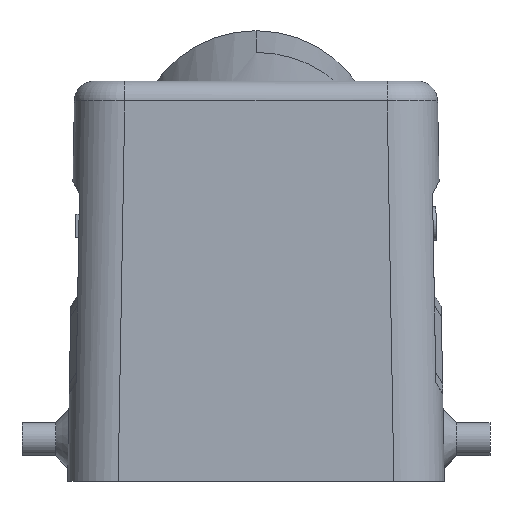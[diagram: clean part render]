
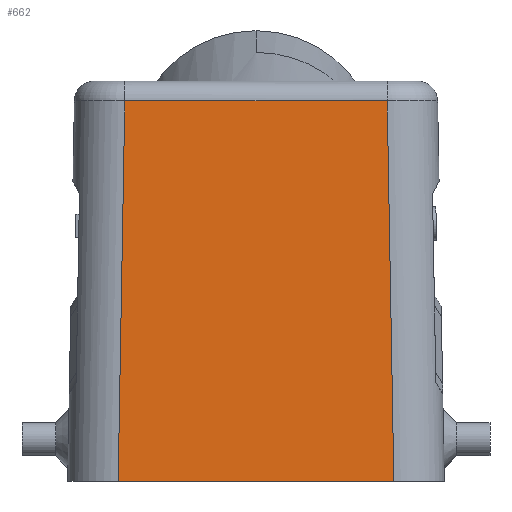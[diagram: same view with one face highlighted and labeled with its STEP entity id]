
A CAD part, left-side view. The second image highlights one B-rep face of the part: STEP entity #662.
In plain terms, the highlighted planar face has unit normal (-1, 0, 0.018).
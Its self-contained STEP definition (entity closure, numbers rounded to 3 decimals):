
#367=FACE_OUTER_BOUND('',#1375,.T.);
#662=ADVANCED_FACE('',(#367),#885,.T.);
#885=PLANE('',#5951);
#1375=EDGE_LOOP('',(#3721,#3722,#3723,#3724));
#1909=LINE('',#9227,#2445);
#1911=LINE('',#9241,#2447);
#1912=LINE('',#9243,#2448);
#1913=LINE('',#9245,#2449);
#2445=VECTOR('',#7177,1.);
#2447=VECTOR('',#7181,1.);
#2448=VECTOR('',#7182,1.);
#2449=VECTOR('',#7183,1.);
#3721=ORIENTED_EDGE('',*,*,#5310,.T.);
#3722=ORIENTED_EDGE('',*,*,#5306,.T.);
#3723=ORIENTED_EDGE('',*,*,#5311,.F.);
#3724=ORIENTED_EDGE('',*,*,#5312,.T.);
#4568=VERTEX_POINT('',#9226);
#4569=VERTEX_POINT('',#9228);
#4572=VERTEX_POINT('',#9242);
#4573=VERTEX_POINT('',#9244);
#5306=EDGE_CURVE('',#4569,#4568,#1909,.T.);
#5310=EDGE_CURVE('',#4572,#4569,#1911,.T.);
#5311=EDGE_CURVE('',#4573,#4568,#1912,.T.);
#5312=EDGE_CURVE('',#4573,#4572,#1913,.T.);
#5951=AXIS2_PLACEMENT_3D('',#9246,#7184,#7185);
#7177=DIRECTION('',(0.017,0.017,1.));
#7181=DIRECTION('',(0.,-1.,0.));
#7182=DIRECTION('',(0.,-1.,0.));
#7183=DIRECTION('',(-0.017,0.017,-1.));
#7184=DIRECTION('',(-1.,0.,0.017));
#7185=DIRECTION('',(0.,-1.,0.));
#9226=CARTESIAN_POINT('',(-40.013,-19.514,-2.948));
#9227=CARTESIAN_POINT('',(-41.,-20.501,-59.5));
#9228=CARTESIAN_POINT('',(-41.,-20.501,-59.5));
#9241=CARTESIAN_POINT('',(-41.,20.501,-59.5));
#9242=CARTESIAN_POINT('',(-41.,20.501,-59.5));
#9243=CARTESIAN_POINT('',(-40.013,19.514,-2.948));
#9244=CARTESIAN_POINT('',(-40.013,19.514,-2.948));
#9245=CARTESIAN_POINT('',(-40.013,19.514,-2.948));
#9246=CARTESIAN_POINT('',(-41.,-30.387,-59.5));
